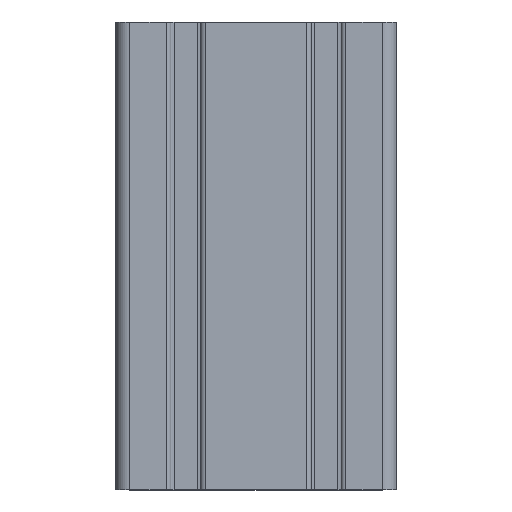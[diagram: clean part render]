
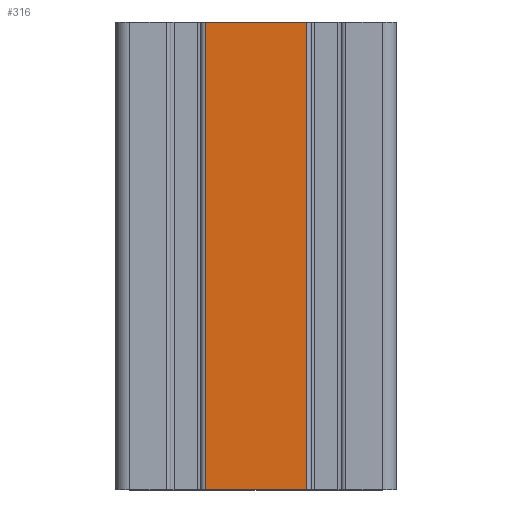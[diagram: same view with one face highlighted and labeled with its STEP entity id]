
A CAD part, top view. The second image highlights one B-rep face of the part: STEP entity #316.
In plain terms, the highlighted planar face has unit normal (0, 0, 1).
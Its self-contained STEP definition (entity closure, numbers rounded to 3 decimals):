
#316 = ADVANCED_FACE( '', ( #692 ), #693, .T. );
#692 = FACE_OUTER_BOUND( '', #1131, .T. );
#693 = PLANE( '', #1132 );
#1131 = EDGE_LOOP( '', ( #1939, #1940, #1941, #1942 ) );
#1132 = AXIS2_PLACEMENT_3D( '', #1943, #1944, #1945 );
#1939 = ORIENTED_EDGE( '', *, *, #3081, .F. );
#1940 = ORIENTED_EDGE( '', *, *, #2996, .F. );
#1941 = ORIENTED_EDGE( '', *, *, #3082, .T. );
#1942 = ORIENTED_EDGE( '', *, *, #2957, .T. );
#1943 = CARTESIAN_POINT( '', ( -10.825, 100., 6. ) );
#1944 = DIRECTION( '', ( 0., 0., 1. ) );
#1945 = DIRECTION( '', ( 0., -1., 0. ) );
#2957 = EDGE_CURVE( '', #3668, #3666, #3669, .T. );
#2996 = EDGE_CURVE( '', #3728, #3726, #3730, .T. );
#3081 = EDGE_CURVE( '', #3726, #3666, #3861, .T. );
#3082 = EDGE_CURVE( '', #3728, #3668, #3862, .T. );
#3666 = VERTEX_POINT( '', #4618 );
#3668 = VERTEX_POINT( '', #4620 );
#3669 = LINE( '', #4621, #4622 );
#3726 = VERTEX_POINT( '', #4697 );
#3728 = VERTEX_POINT( '', #4699 );
#3730 = LINE( '', #4701, #4702 );
#3861 = LINE( '', #4876, #4877 );
#3862 = LINE( '', #4878, #4879 );
#4618 = CARTESIAN_POINT( '', ( -10.825, 0., 6. ) );
#4620 = CARTESIAN_POINT( '', ( -10.825, 100., 6. ) );
#4621 = CARTESIAN_POINT( '', ( -10.825, 100., 6. ) );
#4622 = VECTOR( '', #5535, 1000. );
#4697 = CARTESIAN_POINT( '', ( 10.825, 0., 6. ) );
#4699 = CARTESIAN_POINT( '', ( 10.825, 100., 6. ) );
#4701 = CARTESIAN_POINT( '', ( 10.825, 100., 6. ) );
#4702 = VECTOR( '', #5587, 1000. );
#4876 = CARTESIAN_POINT( '', ( -10.825, 0., 6. ) );
#4877 = VECTOR( '', #5691, 1000. );
#4878 = CARTESIAN_POINT( '', ( -10.825, 100., 6. ) );
#4879 = VECTOR( '', #5692, 1000. );
#5535 = DIRECTION( '', ( 0., -1., 0. ) );
#5587 = DIRECTION( '', ( 0., -1., 0. ) );
#5691 = DIRECTION( '', ( -1., 0., 0. ) );
#5692 = DIRECTION( '', ( -1., 0., 0. ) );
